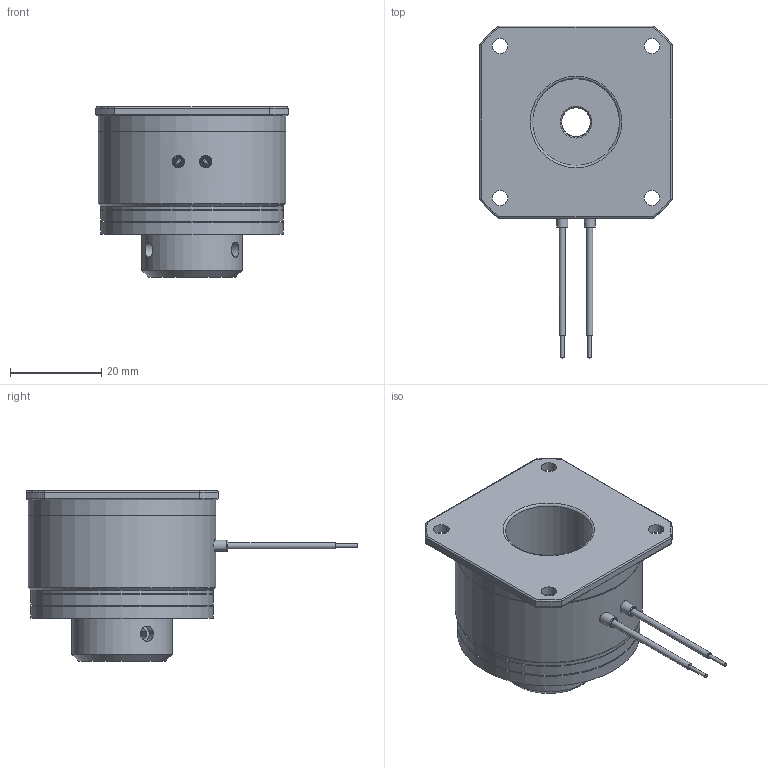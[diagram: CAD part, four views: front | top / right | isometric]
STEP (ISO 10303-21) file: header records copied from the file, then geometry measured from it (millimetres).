
FILE_DESCRIPTION((''),'2;1');
FILE_NAME('Brake-BKE-2,0-6,35.stp','2011-03-17T14:41:23',('wei_j'),(''),'Autodesk Inventor 2010','Autodesk Inventor 2010','');
FILE_SCHEMA(('AUTOMOTIVE_DESIGN { 1 0 10303 214 1 1 1 1 }'));
Length unit declared in the file: millimetre
Products named in the file (12): Brake-BKE-2,0-6,35; 10009929_000_Standard; 10002755_000_eingebaut; 10001160_000_genietet (1,7mm Klemmlnge); 10000627_000_Standard; 10001162_000_genietet (1,7 mm Klemmlnge 2,6); 10001166_000_Standard; 10001165_000_Standard; 10007427_000_M 4 x 6; 10009928_000_Standard; 10008751_000_Kundenmodell; 10008752_000_Standard
Assembly tree (21 placements, depth 4):
  Brake-BKE-2,0-6,35
    10009929_000_Standard
      10002755_000_eingebaut  x3
      10001160_000_genietet (1,7mm Klemmlnge)  x3
      10000627_000_Standard
        10001162_000_genietet (1,7 mm Klemmlnge 2,6)  x3
        10002755_000_eingebaut  x3
        10001166_000_Standard
        10001165_000_Standard
      10007427_000_M 4 x 6  x2
      10009928_000_Standard
    10008751_000_Kundenmodell
      10008752_000_Standard
Bounding box: 42 x 72.6 x 37.25 mm (x, y, z)
Volume: 32513.9 mm3; surface area: 16072.4 mm2
Topology: 20 solids, 20 shells, 239 faces, 531 edges, 337 vertices
Faces by surface type: cylinder 94, plane 70, cone 44, torus 25, sphere 6
Full cylindrical faces by diameter (mm): 0.8 x2, 1.4 x10, 1.7 x2, 2.7 x2, 3 x9, 3.1 x9, 3.2 x6, 3.3 x2, 3.4 x4, 4 x2, 4.8 x6, 5.5 x6, 6 x3, 6.35 x1, 6.5 x3, 19 x2, 22 x2, 38 x1, 40 x3, 40.643 x1, 41 x2
Entity records: 5082 total; most frequent: CARTESIAN_POINT 1358, DIRECTION 714, ORIENTED_EDGE 486, AXIS2_PLACEMENT_3D 330, EDGE_LOOP 318, EDGE_CURVE 243, VERTEX_POINT 207, FACE_BOUND 162
